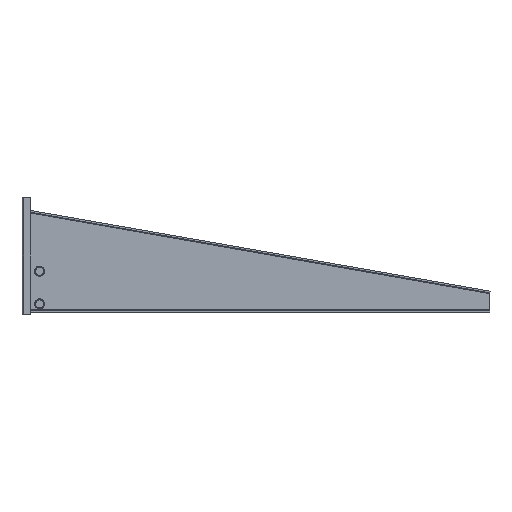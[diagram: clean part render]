
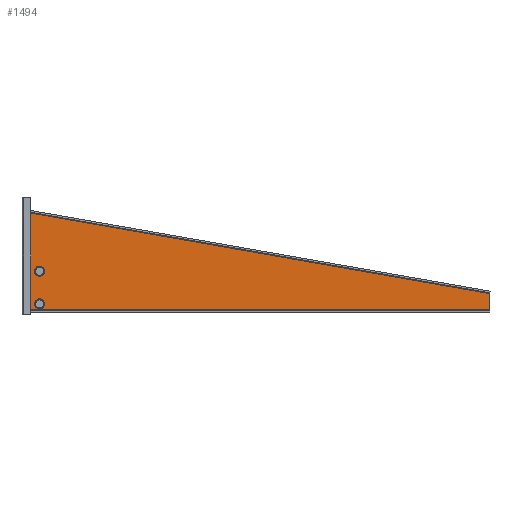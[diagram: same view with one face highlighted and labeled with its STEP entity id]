
A CAD part, front view. The second image highlights one B-rep face of the part: STEP entity #1494.
In plain terms, the highlighted planar face has unit normal (0, -1, 0).
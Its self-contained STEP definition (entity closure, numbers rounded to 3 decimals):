
#1190=DIRECTION('',(0.,0.,1.));
#1191=VECTOR('',#1190,192.259);
#1192=CARTESIAN_POINT('',(100.,-3.5,35.));
#1193=LINE('',#1192,#1191);
#1226=DIRECTION('',(-0.985,0.,0.173));
#1227=VECTOR('',#1226,923.93);
#1228=CARTESIAN_POINT('',(1010.,-3.5,67.423));
#1229=LINE('',#1228,#1227);
#1230=DIRECTION('',(0.,0.,1.));
#1231=VECTOR('',#1230,32.423);
#1232=CARTESIAN_POINT('',(1010.,-3.5,35.));
#1233=LINE('',#1232,#1231);
#1320=DIRECTION('',(-1.,0.,0.));
#1321=VECTOR('',#1320,910.);
#1322=CARTESIAN_POINT('',(1010.,-3.5,35.));
#1323=LINE('',#1322,#1321);
#1352=CARTESIAN_POINT('',(1010.,-3.5,35.));
#1353=CARTESIAN_POINT('',(1010.,-3.5,67.423));
#1354=VERTEX_POINT('',#1352);
#1355=VERTEX_POINT('',#1353);
#1379=CARTESIAN_POINT('',(100.,-3.5,35.));
#1381=VERTEX_POINT('',#1379);
#1390=CARTESIAN_POINT('',(100.,-3.5,227.259));
#1391=VERTEX_POINT('',#1390);
#1480=CARTESIAN_POINT('',(1076.212,-3.5,71.212));
#1481=DIRECTION('',(0.,-1.,0.));
#1482=DIRECTION('',(0.,0.,-1.));
#1483=AXIS2_PLACEMENT_3D('',#1480,#1481,#1482);
#1484=PLANE('',#1483);
#1485=ORIENTED_EDGE('',*,*,#1454,.T.);
#1487=ORIENTED_EDGE('',*,*,#1486,.F.);
#1489=ORIENTED_EDGE('',*,*,#1488,.F.);
#1491=ORIENTED_EDGE('',*,*,#1490,.T.);
#1492=EDGE_LOOP('',(#1485,#1487,#1489,#1491));
#1493=FACE_OUTER_BOUND('',#1492,.F.);
#1494=ADVANCED_FACE('',(#1493),#1484,.T.);
#1454=EDGE_CURVE('',#1381,#1391,#1193,.T.);
#1486=EDGE_CURVE('',#1355,#1391,#1229,.T.);
#1488=EDGE_CURVE('',#1354,#1355,#1233,.T.);
#1490=EDGE_CURVE('',#1354,#1381,#1323,.T.);
